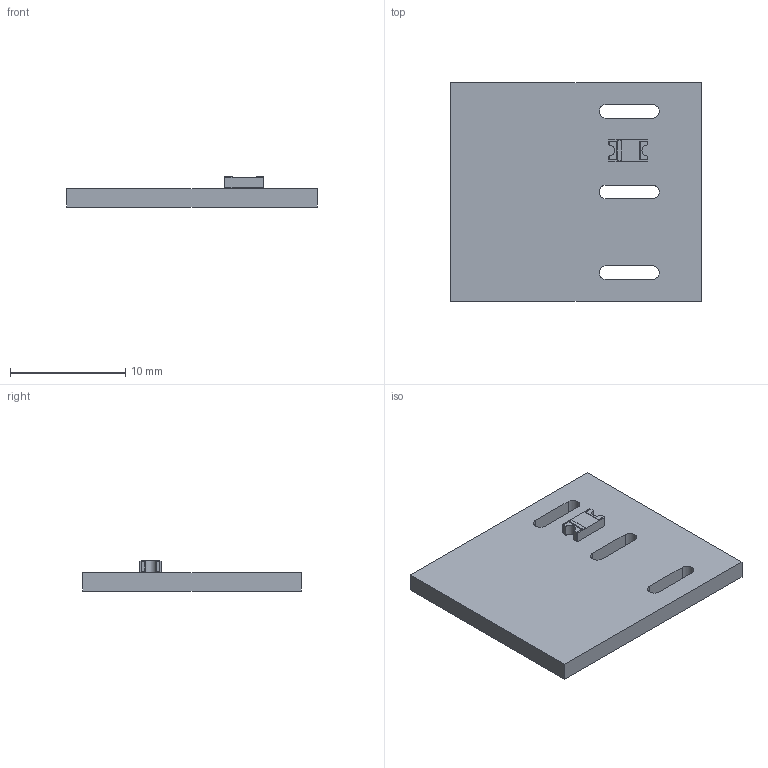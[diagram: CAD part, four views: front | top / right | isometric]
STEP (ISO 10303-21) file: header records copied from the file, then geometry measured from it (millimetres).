
FILE_DESCRIPTION(('KiCad electronic assembly'),'2;1');
FILE_NAME('KCD1-102-board-3D.step','2024-10-21T12:07:56',('Pcbnew'),( 'Kicad'),'Open CASCADE STEP processor 7.6','KiCad to STEP converter' ,'Unknown');
FILE_SCHEMA(('AUTOMOTIVE_DESIGN { 1 0 10303 214 1 1 1 1 }'));
Length unit declared in the file: millimetre
Products named in the file (4): KCD1-102-board-3D 1; D_1206_3216Metric; D_1206; kibot_1pq6nrio_PCB
Assembly tree (3 placements, depth 3):
  KCD1-102-board-3D 1
    D_1206_3216Metric
      D_1206
    kibot_1pq6nrio_PCB
Bounding box: 21.75 x 19 x 2.61 mm (x, y, z)
Volume: 637.8 mm3; surface area: 1000.1 mm2
Topology: 2 solids, 2 shells, 57 faces, 156 edges, 104 vertices
Faces by surface type: plane 37, cylinder 20
Entity records: 2202 total; most frequent: CARTESIAN_POINT 377, ORIENTED_EDGE 312, DIRECTION 302, EDGE_CURVE 156, LINE 116, VECTOR 116, VERTEX_POINT 104, AXIS2_PLACEMENT_3D 93
